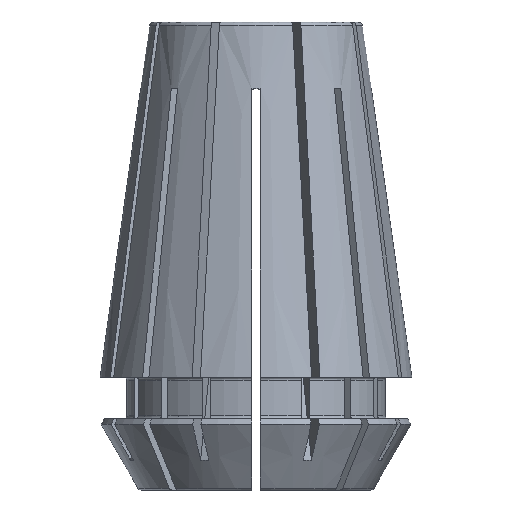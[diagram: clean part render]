
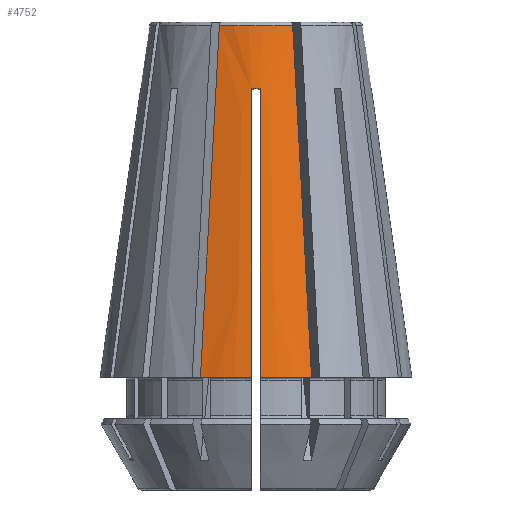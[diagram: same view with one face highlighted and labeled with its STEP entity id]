
A CAD part, left-side view. The second image highlights one B-rep face of the part: STEP entity #4752.
In plain terms, the highlighted conical face has half-angle 8 degrees and reference radius 10.5 mm.
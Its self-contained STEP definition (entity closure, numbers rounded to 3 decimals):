
#727=CONICAL_SURFACE('',#5235,10.5,0.14);
#778=B_SPLINE_CURVE_WITH_KNOTS('',3,(#7057,#7058,#7059,#7060,#7061,#7062,
#7063,#7064,#7065,#7066),.UNSPECIFIED.,.F.,.F.,(4,3,3,4),(0.012,
0.014,0.029,0.031),.UNSPECIFIED.);
#863=B_SPLINE_CURVE_WITH_KNOTS('',3,(#8074,#8075,#8076,#8077,#8078,#8079,
#8080),.UNSPECIFIED.,.F.,.F.,(4,3,4),(0.,0.013,
0.024),.UNSPECIFIED.);
#900=B_SPLINE_CURVE_WITH_KNOTS('',3,(#8446,#8447,#8448,#8449,#8450,#8451,
#8452),.UNSPECIFIED.,.F.,.F.,(4,3,4),(0.,0.013,
0.024),.UNSPECIFIED.);
#901=B_SPLINE_CURVE_WITH_KNOTS('',3,(#8453,#8454,#8455,#8456,#8457,#8458,
#8459,#8460,#8461,#8462),.UNSPECIFIED.,.F.,.F.,(4,3,3,4),(0.012,
0.014,0.029,0.031),.UNSPECIFIED.);
#1757=ORIENTED_EDGE('',*,*,#3037,.F.);
#1758=ORIENTED_EDGE('',*,*,#3038,.T.);
#1759=ORIENTED_EDGE('',*,*,#2992,.T.);
#1760=ORIENTED_EDGE('',*,*,#3039,.F.);
#1761=ORIENTED_EDGE('',*,*,#2565,.F.);
#1762=ORIENTED_EDGE('',*,*,#2552,.T.);
#1763=ORIENTED_EDGE('',*,*,#2922,.T.);
#1764=ORIENTED_EDGE('',*,*,#2902,.F.);
#2552=EDGE_CURVE('',#3300,#3301,#778,.T.);
#2565=EDGE_CURVE('',#3300,#3311,#3770,.T.);
#2902=EDGE_CURVE('',#3589,#3590,#863,.T.);
#2922=EDGE_CURVE('',#3301,#3590,#3900,.T.);
#2992=EDGE_CURVE('',#3638,#3639,#3931,.T.);
#3037=EDGE_CURVE('',#3657,#3589,#3937,.T.);
#3038=EDGE_CURVE('',#3657,#3638,#900,.T.);
#3039=EDGE_CURVE('',#3311,#3639,#901,.T.);
#3300=VERTEX_POINT('',#7067);
#3301=VERTEX_POINT('',#7068);
#3311=VERTEX_POINT('',#7101);
#3589=VERTEX_POINT('',#8073);
#3590=VERTEX_POINT('',#8081);
#3638=VERTEX_POINT('',#8328);
#3639=VERTEX_POINT('',#8329);
#3657=VERTEX_POINT('',#8443);
#3770=CIRCLE('',#4938,7.774);
#3900=CIRCLE('',#5152,10.5);
#3931=CIRCLE('',#5218,10.5);
#3937=CIRCLE('',#5234,7.177);
#4165=EDGE_LOOP('',(#1757,#1758,#1759,#1760,#1761,#1762,#1763,#1764));
#4423=FACE_BOUND('',#4165,.T.);
#4752=ADVANCED_FACE('',(#4423),#727,.T.);
#4938=AXIS2_PLACEMENT_3D('',#7100,#5585,#5586);
#5152=AXIS2_PLACEMENT_3D('',#8143,#6146,#6147);
#5218=AXIS2_PLACEMENT_3D('',#8327,#6303,#6304);
#5234=AXIS2_PLACEMENT_3D('',#8444,#6357,#6358);
#5235=AXIS2_PLACEMENT_3D('',#8445,#6359,#6360);
#5585=DIRECTION('',(0.,0.,-1.));
#5586=DIRECTION('',(-1.,0.,0.));
#6146=DIRECTION('',(0.,0.,1.));
#6147=DIRECTION('',(1.,0.,0.));
#6303=DIRECTION('',(0.,0.,1.));
#6304=DIRECTION('',(1.,0.,0.));
#6357=DIRECTION('',(0.,0.,1.));
#6358=DIRECTION('',(1.,0.,0.));
#6359=DIRECTION('',(0.,0.,-1.));
#6360=DIRECTION('',(-1.,0.,0.));
#7057=CARTESIAN_POINT('',(-7.768,-0.3,27.));
#7058=CARTESIAN_POINT('',(-7.885,-0.3,26.168));
#7059=CARTESIAN_POINT('',(-8.002,-0.3,25.335));
#7060=CARTESIAN_POINT('',(-8.119,-0.3,24.503));
#7061=CARTESIAN_POINT('',(-8.781,-0.3,19.795));
#7062=CARTESIAN_POINT('',(-9.443,-0.3,15.087));
#7063=CARTESIAN_POINT('',(-10.105,-0.3,10.378));
#7064=CARTESIAN_POINT('',(-10.235,-0.3,9.452));
#7065=CARTESIAN_POINT('',(-10.366,-0.3,8.526));
#7066=CARTESIAN_POINT('',(-10.496,-0.3,7.6));
#7067=CARTESIAN_POINT('',(-7.768,-0.3,27.));
#7068=CARTESIAN_POINT('',(-10.496,-0.3,7.6));
#7100=CARTESIAN_POINT('',(0.,0.,27.));
#7101=CARTESIAN_POINT('',(-7.768,0.3,27.));
#8073=CARTESIAN_POINT('',(-6.74,-2.467,31.242));
#8074=CARTESIAN_POINT('',(-6.74,-2.467,31.242));
#8075=CARTESIAN_POINT('',(-7.281,-2.691,27.082));
#8076=CARTESIAN_POINT('',(-7.821,-2.915,22.923));
#8077=CARTESIAN_POINT('',(-8.361,-3.139,18.764));
#8078=CARTESIAN_POINT('',(-8.845,-3.339,15.043));
#8079=CARTESIAN_POINT('',(-9.328,-3.539,11.321));
#8080=CARTESIAN_POINT('',(-9.812,-3.739,7.6));
#8081=CARTESIAN_POINT('',(-9.812,-3.739,7.6));
#8143=CARTESIAN_POINT('',(0.,0.,7.6));
#8327=CARTESIAN_POINT('',(0.,0.,7.6));
#8328=CARTESIAN_POINT('',(-9.812,3.739,7.6));
#8329=CARTESIAN_POINT('',(-10.496,0.3,7.6));
#8443=CARTESIAN_POINT('',(-6.74,2.467,31.242));
#8444=CARTESIAN_POINT('',(0.,0.,31.242));
#8445=CARTESIAN_POINT('',(0.,0.,7.6));
#8446=CARTESIAN_POINT('',(-6.74,2.467,31.242));
#8447=CARTESIAN_POINT('',(-7.281,2.691,27.082));
#8448=CARTESIAN_POINT('',(-7.821,2.915,22.923));
#8449=CARTESIAN_POINT('',(-8.361,3.139,18.764));
#8450=CARTESIAN_POINT('',(-8.845,3.339,15.043));
#8451=CARTESIAN_POINT('',(-9.328,3.539,11.321));
#8452=CARTESIAN_POINT('',(-9.812,3.739,7.6));
#8453=CARTESIAN_POINT('',(-7.768,0.3,27.));
#8454=CARTESIAN_POINT('',(-7.885,0.3,26.168));
#8455=CARTESIAN_POINT('',(-8.002,0.3,25.335));
#8456=CARTESIAN_POINT('',(-8.119,0.3,24.503));
#8457=CARTESIAN_POINT('',(-8.781,0.3,19.795));
#8458=CARTESIAN_POINT('',(-9.443,0.3,15.087));
#8459=CARTESIAN_POINT('',(-10.105,0.3,10.378));
#8460=CARTESIAN_POINT('',(-10.235,0.3,9.452));
#8461=CARTESIAN_POINT('',(-10.366,0.3,8.526));
#8462=CARTESIAN_POINT('',(-10.496,0.3,7.6));
